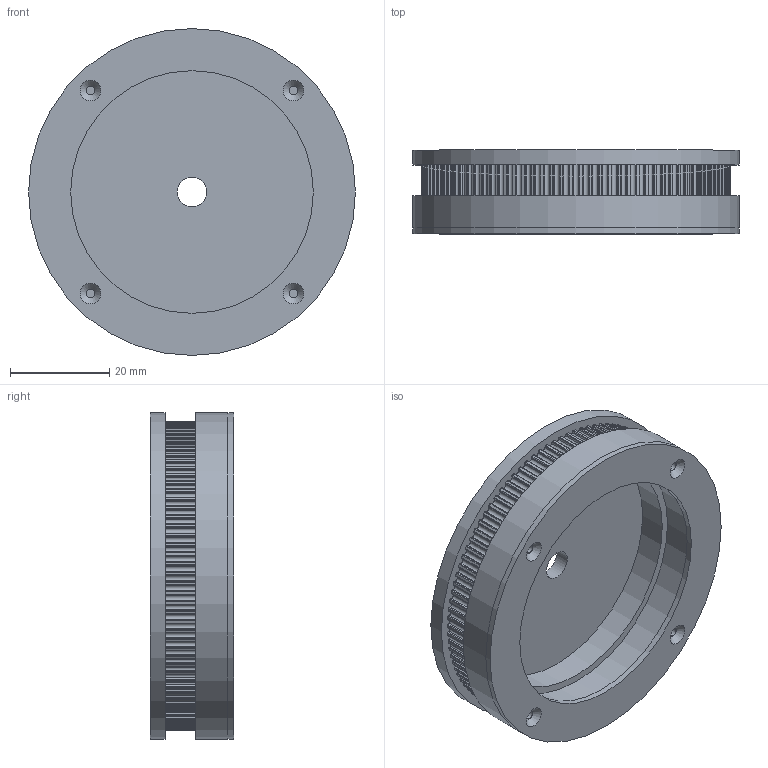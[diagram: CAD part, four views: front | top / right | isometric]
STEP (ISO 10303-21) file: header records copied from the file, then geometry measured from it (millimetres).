
FILE_DESCRIPTION(/* description */ (''),/* implementation_level */ '2;1');
FILE_NAME(/* name */ 'ball_head_mount.step',/* time_stamp */ '2021-06-23T14:57:16+07:00',/* author */ (''),/* organization */ (''),/* preprocessor_version */ 'ST-DEVELOPER v18.1',/* originating_system */ 'Autodesk Translation Framework v10.9.0.1377',/* authorisation */ '');
FILE_SCHEMA (('AUTOMOTIVE_DESIGN { 1 0 10303 214 3 1 1 }'));
Length unit declared in the file: millimetre
Products named in the file (2): Ball head mount v2; GT2 Timing Pulley generator v4
Assembly tree (1 placements, depth 2):
  Ball head mount v2
    GT2 Timing Pulley generator v4
Bounding box: 66 x 16.9 x 66 mm (x, y, z)
Volume: 27153 mm3; surface area: 17003.1 mm2
Topology: 2 solids, 2 shells, 625 faces, 1835 edges, 1222 vertices
Faces by surface type: cylinder 605, plane 12, cone 8
Full cylindrical faces by diameter (mm): 1.75 x4, 5.98 x1, 48.98 x2, 51.98 x1, 66 x3
Entity records: 21640 total; most frequent: DIRECTION 4315, CARTESIAN_POINT 3686, ORIENTED_EDGE 3670, AXIS2_PLACEMENT_3D 1851, EDGE_CURVE 1835, CIRCLE 1222, VERTEX_POINT 1222, EDGE_LOOP 645
